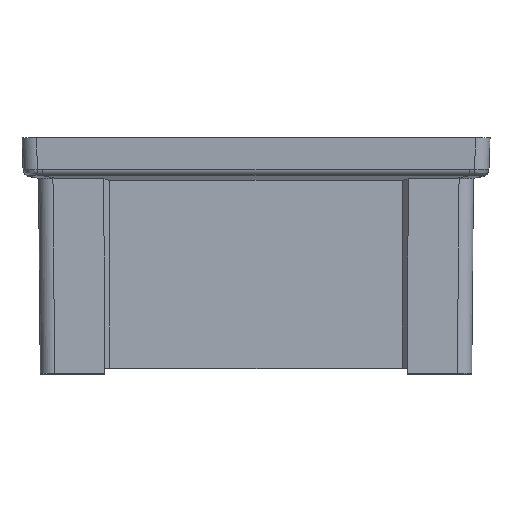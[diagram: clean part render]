
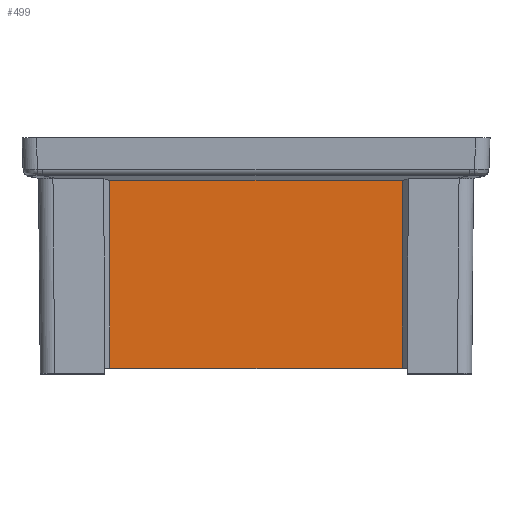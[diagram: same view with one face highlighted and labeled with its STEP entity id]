
A CAD part, top view. The second image highlights one B-rep face of the part: STEP entity #499.
In plain terms, the highlighted planar face has unit normal (0, -0.009, 1).
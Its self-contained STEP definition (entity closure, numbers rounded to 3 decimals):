
#107 = DIRECTION ( 'NONE',  ( -0.001, 1., 0.009 ) ) ;
#165 = VECTOR ( 'NONE', #6005, 1000. ) ;
#334 = EDGE_CURVE ( 'NONE', #2715, #1528, #2890, .T. ) ;
#499 = ADVANCED_FACE ( 'NONE', ( #4827 ), #7946, .T. ) ;
#1108 = CARTESIAN_POINT ( 'NONE',  ( -81., -16.233, 79.933 ) ) ;
#1483 = CARTESIAN_POINT ( 'NONE',  ( -55.899, -16.21, 79.933 ) ) ;
#1528 = VERTEX_POINT ( 'NONE', #3439 ) ;
#1755 = DIRECTION ( 'NONE',  ( -1., 0., 0. ) ) ;
#2191 = VECTOR ( 'NONE', #13298, 1000. ) ;
#2397 = ORIENTED_EDGE ( 'NONE', *, *, #334, .F. ) ;
#2494 = LINE ( 'NONE', #1108, #2191 ) ;
#2715 = VERTEX_POINT ( 'NONE', #3027 ) ;
#2890 = LINE ( 'NONE', #1483, #7985 ) ;
#3027 = CARTESIAN_POINT ( 'NONE',  ( -55.833, -88., 79.307 ) ) ;
#3147 = CARTESIAN_POINT ( 'NONE',  ( -81., -88., 79.307 ) ) ;
#3439 = CARTESIAN_POINT ( 'NONE',  ( -55.899, -16.233, 79.933 ) ) ;
#3783 = DIRECTION ( 'NONE',  ( 0., -1., -0.009 ) ) ;
#4827 = FACE_OUTER_BOUND ( 'NONE', #7720, .T. ) ;
#5178 = DIRECTION ( 'NONE',  ( 0., -0.009, 1. ) ) ;
#5472 = CARTESIAN_POINT ( 'NONE',  ( 55.833, -88., 79.307 ) ) ;
#5735 = EDGE_CURVE ( 'NONE', #12614, #2715, #7325, .T. ) ;
#5810 = EDGE_CURVE ( 'NONE', #12128, #12614, #8776, .T. ) ;
#6005 = DIRECTION ( 'NONE',  ( -0.001, -1., -0.009 ) ) ;
#6456 = CARTESIAN_POINT ( 'NONE',  ( 55.899, -16.233, 79.933 ) ) ;
#6562 = CARTESIAN_POINT ( 'NONE',  ( -81., -16.233, 79.933 ) ) ;
#6701 = ORIENTED_EDGE ( 'NONE', *, *, #6851, .T. ) ;
#6851 = EDGE_CURVE ( 'NONE', #12128, #1528, #2494, .T. ) ;
#7006 = ORIENTED_EDGE ( 'NONE', *, *, #5810, .F. ) ;
#7325 = LINE ( 'NONE', #3147, #8137 ) ;
#7398 = CARTESIAN_POINT ( 'NONE',  ( 55.899, -16.358, 79.932 ) ) ;
#7720 = EDGE_LOOP ( 'NONE', ( #7006, #6701, #2397, #10749 ) ) ;
#7946 = PLANE ( 'NONE',  #10447 ) ;
#7985 = VECTOR ( 'NONE', #107, 1000. ) ;
#8137 = VECTOR ( 'NONE', #1755, 1000. ) ;
#8776 = LINE ( 'NONE', #7398, #165 ) ;
#10447 = AXIS2_PLACEMENT_3D ( 'NONE', #6562, #5178, #3783 ) ;
#10749 = ORIENTED_EDGE ( 'NONE', *, *, #5735, .F. ) ;
#12128 = VERTEX_POINT ( 'NONE', #6456 ) ;
#12614 = VERTEX_POINT ( 'NONE', #5472 ) ;
#13298 = DIRECTION ( 'NONE',  ( -1., 0., 0. ) ) ;
